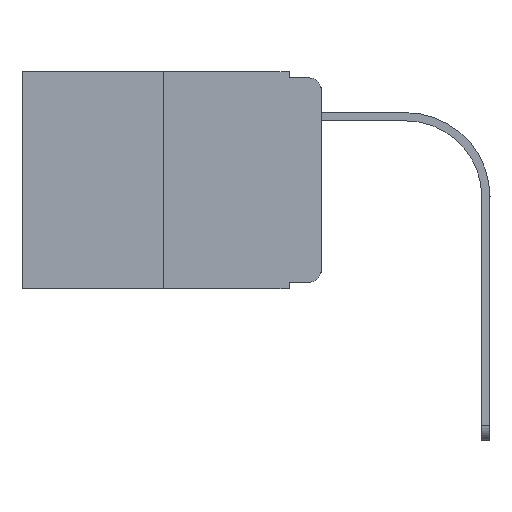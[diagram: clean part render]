
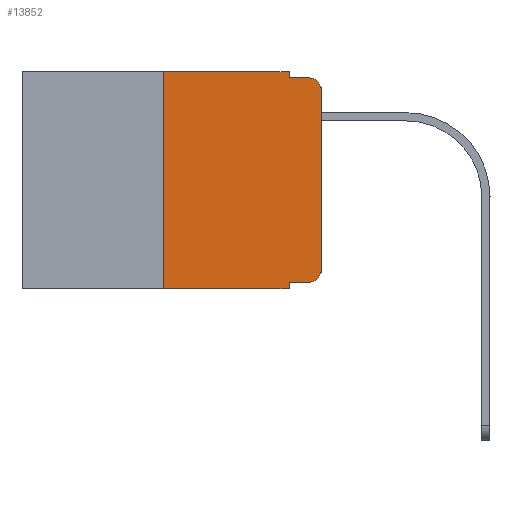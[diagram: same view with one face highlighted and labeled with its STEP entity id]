
A CAD part, left-side view. The second image highlights one B-rep face of the part: STEP entity #13852.
In plain terms, the highlighted planar face has unit normal (-1, 0, 0).
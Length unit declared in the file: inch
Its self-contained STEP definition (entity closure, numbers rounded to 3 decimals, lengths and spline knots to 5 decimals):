
#522 = EDGE_CURVE ( 'NONE', #8690, #1013, #5315, .T. ) ;
#643 = CARTESIAN_POINT ( 'NONE',  ( 0., 0.25, -0.343 ) ) ;
#1013 = VERTEX_POINT ( 'NONE', #9899 ) ;
#1219 = ORIENTED_EDGE ( 'NONE', *, *, #10221, .T. ) ;
#1237 = VECTOR ( 'NONE', #6627, 39.37008 ) ;
#1478 = DIRECTION ( 'NONE',  ( 0., 0., -1. ) ) ;
#1501 = ORIENTED_EDGE ( 'NONE', *, *, #6078, .F. ) ;
#1574 = CARTESIAN_POINT ( 'NONE',  ( 0., 0.051, -0.01 ) ) ;
#1612 = DIRECTION ( 'NONE',  ( 1., 0., 0. ) ) ;
#1644 = DIRECTION ( 'NONE',  ( 0., -1., 0. ) ) ;
#1757 = FACE_OUTER_BOUND ( 'NONE', #9076, .T. ) ;
#1954 = DIRECTION ( 'NONE',  ( 0., 0., 1. ) ) ;
#2311 = VECTOR ( 'NONE', #14404, 39.37008 ) ;
#2398 = LINE ( 'NONE', #7898, #1237 ) ;
#2588 = CARTESIAN_POINT ( 'NONE',  ( 0., 0.25, 0. ) ) ;
#2668 = DIRECTION ( 'NONE',  ( 0., 0., -1. ) ) ;
#2700 = PLANE ( 'NONE',  #12987 ) ;
#3174 = DIRECTION ( 'NONE',  ( -1., 0., 0. ) ) ;
#3247 = VERTEX_POINT ( 'NONE', #11110 ) ;
#4379 = CARTESIAN_POINT ( 'NONE',  ( 0., 0., 0. ) ) ;
#4798 = EDGE_CURVE ( 'NONE', #11580, #3247, #13192, .T. ) ;
#5008 = DIRECTION ( 'NONE',  ( 0., 0., -1. ) ) ;
#5195 = ORIENTED_EDGE ( 'NONE', *, *, #12063, .T. ) ;
#5306 = CARTESIAN_POINT ( 'NONE',  ( 0., 0.051, -0.343 ) ) ;
#5315 = CIRCLE ( 'NONE', #9762, 0.02 ) ;
#5906 = DIRECTION ( 'NONE',  ( -1., 0., 0. ) ) ;
#5940 = LINE ( 'NONE', #13970, #6794 ) ;
#6058 = ORIENTED_EDGE ( 'NONE', *, *, #10772, .F. ) ;
#6078 = EDGE_CURVE ( 'NONE', #12465, #11324, #10568, .T. ) ;
#6153 = DIRECTION ( 'NONE',  ( 0., 0., -1. ) ) ;
#6272 = EDGE_CURVE ( 'NONE', #7861, #1013, #8187, .T. ) ;
#6373 = CARTESIAN_POINT ( 'NONE',  ( 0., 0.051, -0.333 ) ) ;
#6405 = CARTESIAN_POINT ( 'NONE',  ( 0., 0.473, 0. ) ) ;
#6627 = DIRECTION ( 'NONE',  ( 0., -1., 0. ) ) ;
#6709 = VECTOR ( 'NONE', #7757, 39.37008 ) ;
#6794 = VECTOR ( 'NONE', #2668, 39.37008 ) ;
#6878 = DIRECTION ( 'NONE',  ( 0., 0., -1. ) ) ;
#6933 = VECTOR ( 'NONE', #1478, 39.37008 ) ;
#7215 = CARTESIAN_POINT ( 'NONE',  ( 0., 0.051, -0.333 ) ) ;
#7307 = CARTESIAN_POINT ( 'NONE',  ( 0., 0.473, 0. ) ) ;
#7533 = VERTEX_POINT ( 'NONE', #10004 ) ;
#7535 = AXIS2_PLACEMENT_3D ( 'NONE', #12493, #5906, #6878 ) ;
#7589 = DIRECTION ( 'NONE',  ( 0., -1., 0. ) ) ;
#7757 = DIRECTION ( 'NONE',  ( 0., -1., 0. ) ) ;
#7861 = VERTEX_POINT ( 'NONE', #1574 ) ;
#7898 = CARTESIAN_POINT ( 'NONE',  ( 0., 0.473, -0.343 ) ) ;
#8187 = LINE ( 'NONE', #9292, #6709 ) ;
#8623 = LINE ( 'NONE', #9873, #10910 ) ;
#8690 = VERTEX_POINT ( 'NONE', #9524 ) ;
#8737 = ORIENTED_EDGE ( 'NONE', *, *, #11455, .T. ) ;
#9076 = EDGE_LOOP ( 'NONE', ( #8737, #10223, #9839, #6058, #14445, #11076, #1219, #1501, #12422, #5195 ) ) ;
#9292 = CARTESIAN_POINT ( 'NONE',  ( 0., 0.051, -0.01 ) ) ;
#9524 = CARTESIAN_POINT ( 'NONE',  ( 0., 0., -0.03 ) ) ;
#9704 = LINE ( 'NONE', #6373, #12027 ) ;
#9762 = AXIS2_PLACEMENT_3D ( 'NONE', #11773, #3174, #6153 ) ;
#9839 = ORIENTED_EDGE ( 'NONE', *, *, #6272, .F. ) ;
#9873 = CARTESIAN_POINT ( 'NONE',  ( 0., 0.25, 0. ) ) ;
#9899 = CARTESIAN_POINT ( 'NONE',  ( 0., 0.02, -0.01 ) ) ;
#10004 = CARTESIAN_POINT ( 'NONE',  ( 0., 0.02, -0.333 ) ) ;
#10221 = EDGE_CURVE ( 'NONE', #13872, #11324, #2398, .T. ) ;
#10223 = ORIENTED_EDGE ( 'NONE', *, *, #522, .T. ) ;
#10467 = EDGE_CURVE ( 'NONE', #13872, #11580, #8623, .T. ) ;
#10494 = CARTESIAN_POINT ( 'NONE',  ( 0., 0.051, 0. ) ) ;
#10568 = LINE ( 'NONE', #10494, #6933 ) ;
#10772 = EDGE_CURVE ( 'NONE', #3247, #7861, #5940, .T. ) ;
#10910 = VECTOR ( 'NONE', #1954, 39.37008 ) ;
#10912 = VECTOR ( 'NONE', #7589, 39.37008 ) ;
#11076 = ORIENTED_EDGE ( 'NONE', *, *, #10467, .F. ) ;
#11110 = CARTESIAN_POINT ( 'NONE',  ( 0., 0.051, 0. ) ) ;
#11299 = CIRCLE ( 'NONE', #7535, 0.02 ) ;
#11324 = VERTEX_POINT ( 'NONE', #5306 ) ;
#11455 = EDGE_CURVE ( 'NONE', #14120, #8690, #14473, .T. ) ;
#11580 = VERTEX_POINT ( 'NONE', #2588 ) ;
#11773 = CARTESIAN_POINT ( 'NONE',  ( 0., 0.02, -0.03 ) ) ;
#12027 = VECTOR ( 'NONE', #1644, 39.37008 ) ;
#12063 = EDGE_CURVE ( 'NONE', #7533, #14120, #11299, .T. ) ;
#12422 = ORIENTED_EDGE ( 'NONE', *, *, #12988, .T. ) ;
#12465 = VERTEX_POINT ( 'NONE', #7215 ) ;
#12493 = CARTESIAN_POINT ( 'NONE',  ( 0., 0.02, -0.313 ) ) ;
#12987 = AXIS2_PLACEMENT_3D ( 'NONE', #7307, #1612, #5008 ) ;
#12988 = EDGE_CURVE ( 'NONE', #12465, #7533, #9704, .T. ) ;
#13192 = LINE ( 'NONE', #6405, #10912 ) ;
#13703 = CARTESIAN_POINT ( 'NONE',  ( 0., 0., -0.313 ) ) ;
#13852 = ADVANCED_FACE ( 'NONE', ( #1757 ), #2700, .F. ) ;
#13872 = VERTEX_POINT ( 'NONE', #643 ) ;
#13970 = CARTESIAN_POINT ( 'NONE',  ( 0., 0.051, 0. ) ) ;
#14120 = VERTEX_POINT ( 'NONE', #13703 ) ;
#14404 = DIRECTION ( 'NONE',  ( 0., 0., 1. ) ) ;
#14445 = ORIENTED_EDGE ( 'NONE', *, *, #4798, .F. ) ;
#14473 = LINE ( 'NONE', #4379, #2311 ) ;
